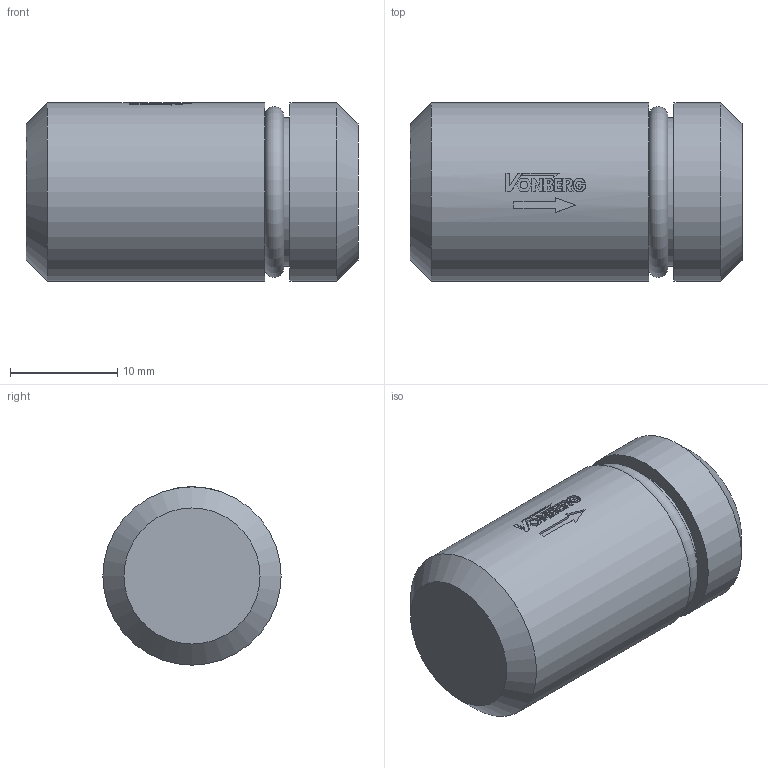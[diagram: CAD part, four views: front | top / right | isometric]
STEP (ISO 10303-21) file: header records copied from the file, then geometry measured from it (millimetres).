
FILE_DESCRIPTION((''),'2;1');
FILE_NAME('14106.stp','2015-01-02T15:53:34',('jml'),(''),'Autodesk Inventor 2010','Autodesk Inventor 2010','');
FILE_SCHEMA(('AUTOMOTIVE_DESIGN { 1 0 10303 214 1 1 1 1 }'));
Length unit declared in the file: inch
Products named in the file (3): 14106; 220581; 014 O-RING
Assembly tree (2 placements, depth 2):
  14106
    220581
    014 O-RING
Bounding box: 30.99 x 16.64 x 16.64 mm (x, y, z)
Volume: 6499.1 mm3; surface area: 2298.9 mm2
Topology: 2 solids, 2 shells, 108 faces, 272 edges, 181 vertices
Faces by surface type: plane 83, cylinder 22, cone 2, torus 1
Full cylindrical faces by diameter (mm): 0.696 x1, 13.818 x1, 16.637 x2
Entity records: 3487 total; most frequent: CARTESIAN_POINT 772, DIRECTION 537, ORIENTED_EDGE 530, EDGE_CURVE 265, VECTOR 187, LINE 187, VERTEX_POINT 180, AXIS2_PLACEMENT_3D 175
